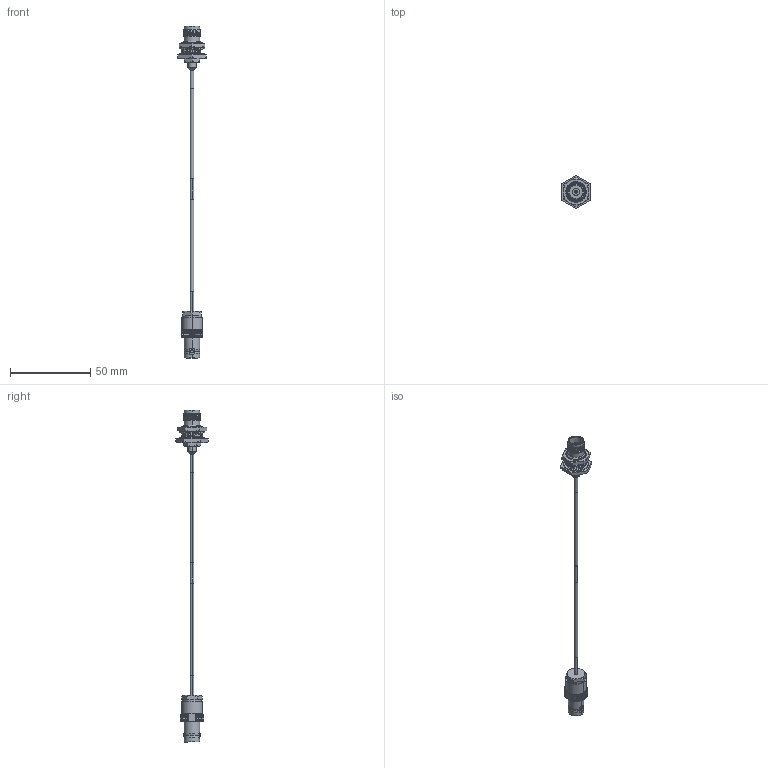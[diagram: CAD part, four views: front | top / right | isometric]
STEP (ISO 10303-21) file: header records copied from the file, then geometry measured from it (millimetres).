
FILE_DESCRIPTION (( 'STEP AP214' ), '1' );
FILE_NAME ('LCCA30597.step', '2020-06-23T23:11:08', ( '' ), ( '' ), 'SwSTEP 2.0', 'SolidWorks 2018', '' );
FILE_SCHEMA (( 'AUTOMOTIVE_DESIGN' ));
Length unit declared in the file: inch
Products named in the file (6): LCCN3044_HS; LCCN3063; LC085TB (085 FORMABLE); LCCA30597; LCCN3041; 1AW01-002_.08 ID
Assembly tree (6 placements, depth 2):
  LCCA30597
    LC085TB (085 FORMABLE)
    1AW01-002_.08 ID  x2
    LCCN3041
    LCCN3044_HS
    LCCN3063
Bounding box: 17.48 x 20.18 x 206.55 mm (x, y, z)
Volume: 5625.7 mm3; surface area: 6560.1 mm2
Topology: 11 solids, 11 shells, 665 faces, 1625 edges, 998 vertices
Faces by surface type: plane 237, cone 182, cylinder 164, bspline 78, torus 4
Entity records: 34095 total; most frequent: CARTESIAN_POINT 19270, ORIENTED_EDGE 3226, DIRECTION 2651, EDGE_CURVE 1613, AXIS2_PLACEMENT_3D 1072, VERTEX_POINT 990, EDGE_LOOP 685, FACE_OUTER_BOUND 659
